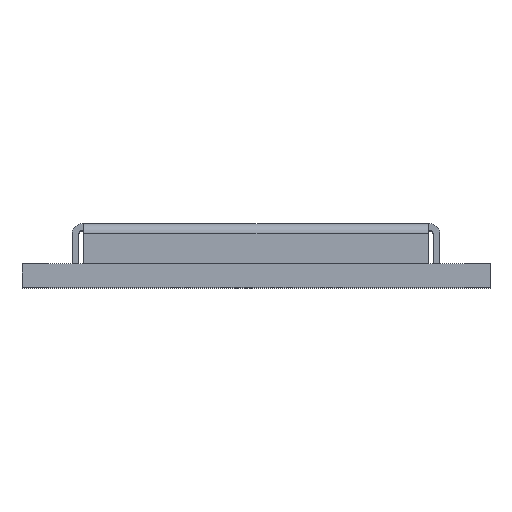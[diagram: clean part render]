
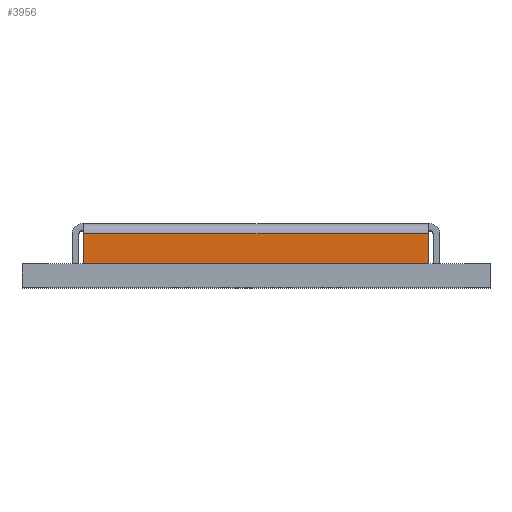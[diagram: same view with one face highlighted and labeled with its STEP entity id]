
A CAD part, top view. The second image highlights one B-rep face of the part: STEP entity #3956.
In plain terms, the highlighted planar face has unit normal (0, 0, 1).
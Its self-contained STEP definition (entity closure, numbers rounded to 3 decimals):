
#1039 = CARTESIAN_POINT ( 'NONE',  ( -5.159, 0.7, 7.25 ) ) ;
#1123 = AXIS2_PLACEMENT_3D ( 'NONE', #6647, #9252, #2179 ) ;
#1212 = ORIENTED_EDGE ( 'NONE', *, *, #2641, .T. ) ;
#1219 = DIRECTION ( 'NONE',  ( 0., 1., 0. ) ) ;
#1401 = EDGE_CURVE ( 'NONE', #5824, #2391, #4892, .T. ) ;
#2086 = LINE ( 'NONE', #6501, #2507 ) ;
#2179 = DIRECTION ( 'NONE',  ( -1., 0., 0. ) ) ;
#2391 = VERTEX_POINT ( 'NONE', #1039 ) ;
#2507 = VECTOR ( 'NONE', #1219, 1000. ) ;
#2641 = EDGE_CURVE ( 'NONE', #6997, #9146, #2086, .T. ) ;
#2706 = ORIENTED_EDGE ( 'NONE', *, *, #1401, .T. ) ;
#2721 = CARTESIAN_POINT ( 'NONE',  ( -5.159, 1.6, 7.25 ) ) ;
#3115 = PLANE ( 'NONE',  #1123 ) ;
#3574 = DIRECTION ( 'NONE',  ( 1., 0., 0. ) ) ;
#3609 = FACE_OUTER_BOUND ( 'NONE', #3633, .T. ) ;
#3633 = EDGE_LOOP ( 'NONE', ( #1212, #5000, #2706, #7751 ) ) ;
#3764 = LINE ( 'NONE', #11133, #7040 ) ;
#3956 = ADVANCED_FACE ( 'NONE', ( #3609 ), #3115, .F. ) ;
#4620 = VECTOR ( 'NONE', #6867, 1000. ) ;
#4892 = LINE ( 'NONE', #11321, #4620 ) ;
#5000 = ORIENTED_EDGE ( 'NONE', *, *, #7171, .T. ) ;
#5824 = VERTEX_POINT ( 'NONE', #2721 ) ;
#6307 = LINE ( 'NONE', #8832, #9191 ) ;
#6501 = CARTESIAN_POINT ( 'NONE',  ( 5.159, 20.264, 7.25 ) ) ;
#6647 = CARTESIAN_POINT ( 'NONE',  ( -5.5, 20.264, 7.25 ) ) ;
#6867 = DIRECTION ( 'NONE',  ( 0., -1., 0. ) ) ;
#6997 = VERTEX_POINT ( 'NONE', #8637 ) ;
#7009 = DIRECTION ( 'NONE',  ( -1., 0., 0. ) ) ;
#7040 = VECTOR ( 'NONE', #7009, 1000. ) ;
#7171 = EDGE_CURVE ( 'NONE', #9146, #5824, #3764, .T. ) ;
#7751 = ORIENTED_EDGE ( 'NONE', *, *, #9856, .T. ) ;
#8637 = CARTESIAN_POINT ( 'NONE',  ( 5.159, 0.7, 7.25 ) ) ;
#8832 = CARTESIAN_POINT ( 'NONE',  ( -5.5, 0.7, 7.25 ) ) ;
#9022 = CARTESIAN_POINT ( 'NONE',  ( 5.159, 1.6, 7.25 ) ) ;
#9146 = VERTEX_POINT ( 'NONE', #9022 ) ;
#9191 = VECTOR ( 'NONE', #3574, 1000. ) ;
#9252 = DIRECTION ( 'NONE',  ( 0., 0., -1. ) ) ;
#9856 = EDGE_CURVE ( 'NONE', #2391, #6997, #6307, .T. ) ;
#11133 = CARTESIAN_POINT ( 'NONE',  ( -5.159, 1.6, 7.25 ) ) ;
#11321 = CARTESIAN_POINT ( 'NONE',  ( -5.159, 20.264, 7.25 ) ) ;
